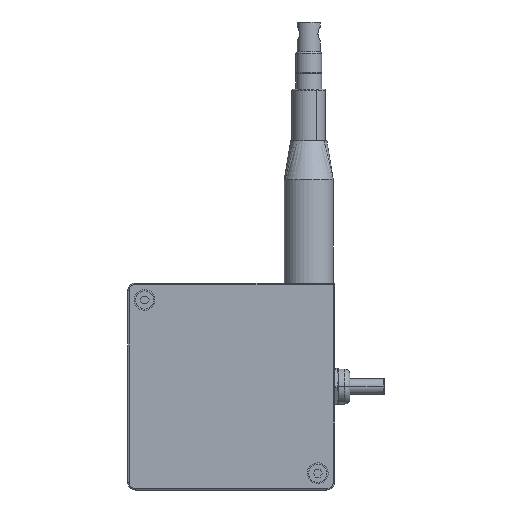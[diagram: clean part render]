
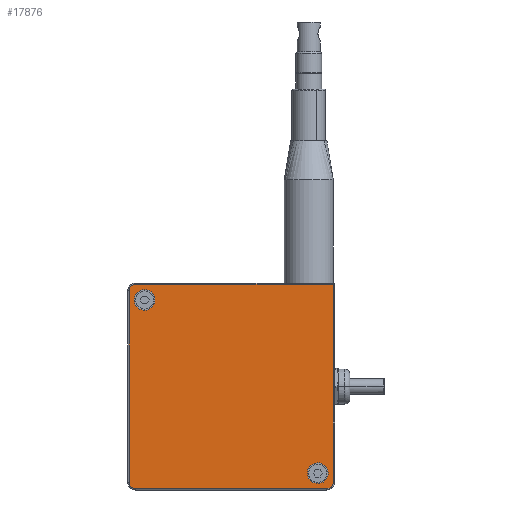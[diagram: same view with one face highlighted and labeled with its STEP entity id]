
A CAD part, front view. The second image highlights one B-rep face of the part: STEP entity #17876.
In plain terms, the highlighted planar face has unit normal (0, -1, 0).
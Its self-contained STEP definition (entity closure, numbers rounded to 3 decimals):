
#17389=CARTESIAN_POINT('Axis2P3D Location',(-33.5,-14.,33.5)) ;
#17393=CARTESIAN_POINT('Vertex',(-29.99,-14.,31.582)) ;
#17395=CARTESIAN_POINT('Vertex',(-37.01,-14.,35.418)) ;
#17415=CARTESIAN_POINT('Axis2P3D Location',(-33.5,-14.,33.5)) ;
#17469=CARTESIAN_POINT('Axis2P3D Location',(33.5,-14.,-33.5)) ;
#17473=CARTESIAN_POINT('Vertex',(29.99,-14.,-31.582)) ;
#17475=CARTESIAN_POINT('Vertex',(37.01,-14.,-35.418)) ;
#17495=CARTESIAN_POINT('Axis2P3D Location',(33.5,-14.,-33.5)) ;
#17805=CARTESIAN_POINT('Axis2P3D Location',(0.,-14.,0.)) ;
#17810=CARTESIAN_POINT('Line Origine',(1.25,-14.,39.5)) ;
#17814=CARTESIAN_POINT('Vertex',(-37.,-14.,39.5)) ;
#17816=CARTESIAN_POINT('Vertex',(39.5,-14.,39.5)) ;
#17819=CARTESIAN_POINT('Axis2P3D Location',(-37.,-14.,37.)) ;
#17823=CARTESIAN_POINT('Vertex',(-39.5,-14.,37.)) ;
#17826=CARTESIAN_POINT('Line Origine',(-39.5,-14.,0.)) ;
#17830=CARTESIAN_POINT('Vertex',(-39.5,-14.,-37.)) ;
#17833=CARTESIAN_POINT('Axis2P3D Location',(-37.,-14.,-37.)) ;
#17837=CARTESIAN_POINT('Vertex',(-37.,-14.,-39.5)) ;
#17840=CARTESIAN_POINT('Line Origine',(0.,-14.,-39.5)) ;
#17844=CARTESIAN_POINT('Vertex',(37.,-14.,-39.5)) ;
#17847=CARTESIAN_POINT('Axis2P3D Location',(37.,-14.,-37.)) ;
#17851=CARTESIAN_POINT('Vertex',(39.5,-14.,-37.)) ;
#17854=CARTESIAN_POINT('Line Origine',(39.5,-14.,1.25)) ;
#17390=DIRECTION('Axis2P3D Direction',(-0.,1.,0.)) ;
#17416=DIRECTION('Axis2P3D Direction',(-0.,1.,0.)) ;
#17470=DIRECTION('Axis2P3D Direction',(-0.,1.,0.)) ;
#17496=DIRECTION('Axis2P3D Direction',(-0.,1.,0.)) ;
#17806=DIRECTION('Axis2P3D Direction',(0.,1.,0.)) ;
#17807=DIRECTION('Axis2P3D XDirection',(0.,0.,1.)) ;
#17811=DIRECTION('Vector Direction',(-1.,0.,0.)) ;
#17820=DIRECTION('Axis2P3D Direction',(0.,1.,0.)) ;
#17827=DIRECTION('Vector Direction',(0.,0.,-1.)) ;
#17834=DIRECTION('Axis2P3D Direction',(0.,1.,0.)) ;
#17841=DIRECTION('Vector Direction',(1.,0.,0.)) ;
#17848=DIRECTION('Axis2P3D Direction',(0.,1.,0.)) ;
#17855=DIRECTION('Vector Direction',(0.,0.,1.)) ;
#17391=AXIS2_PLACEMENT_3D('Circle Axis2P3D',#17389,#17390,$) ;
#17417=AXIS2_PLACEMENT_3D('Circle Axis2P3D',#17415,#17416,$) ;
#17471=AXIS2_PLACEMENT_3D('Circle Axis2P3D',#17469,#17470,$) ;
#17497=AXIS2_PLACEMENT_3D('Circle Axis2P3D',#17495,#17496,$) ;
#17808=AXIS2_PLACEMENT_3D('Plane Axis2P3D',#17805,#17806,#17807) ;
#17821=AXIS2_PLACEMENT_3D('Circle Axis2P3D',#17819,#17820,$) ;
#17835=AXIS2_PLACEMENT_3D('Circle Axis2P3D',#17833,#17834,$) ;
#17849=AXIS2_PLACEMENT_3D('Circle Axis2P3D',#17847,#17848,$) ;
#17860=ORIENTED_EDGE('',*,*,#17818,.F.) ;
#17861=ORIENTED_EDGE('',*,*,#17825,.F.) ;
#17862=ORIENTED_EDGE('',*,*,#17832,.F.) ;
#17863=ORIENTED_EDGE('',*,*,#17839,.F.) ;
#17864=ORIENTED_EDGE('',*,*,#17846,.F.) ;
#17865=ORIENTED_EDGE('',*,*,#17853,.F.) ;
#17866=ORIENTED_EDGE('',*,*,#17858,.F.) ;
#17869=ORIENTED_EDGE('',*,*,#17499,.T.) ;
#17870=ORIENTED_EDGE('',*,*,#17477,.T.) ;
#17873=ORIENTED_EDGE('',*,*,#17419,.T.) ;
#17874=ORIENTED_EDGE('',*,*,#17397,.T.) ;
#17871=FACE_BOUND('',#17868,.T.) ;
#17875=FACE_BOUND('',#17872,.T.) ;
#17812=VECTOR('Line Direction',#17811,1.) ;
#17828=VECTOR('Line Direction',#17827,1.) ;
#17842=VECTOR('Line Direction',#17841,1.) ;
#17856=VECTOR('Line Direction',#17855,1.) ;
#17876=ADVANCED_FACE('\X2\96F64EF651E04F554F53\X0\',(#17867,#17871,#17875),#17809,.F.) ;
#17392=CIRCLE('generated circle',#17391,4.) ;
#17418=CIRCLE('generated circle',#17417,4.) ;
#17472=CIRCLE('generated circle',#17471,4.) ;
#17498=CIRCLE('generated circle',#17497,4.) ;
#17822=CIRCLE('generated circle',#17821,2.5) ;
#17836=CIRCLE('generated circle',#17835,2.5) ;
#17850=CIRCLE('generated circle',#17849,2.5) ;
#17397=EDGE_CURVE('',#17394,#17396,#17392,.T.) ;
#17419=EDGE_CURVE('',#17396,#17394,#17418,.T.) ;
#17477=EDGE_CURVE('',#17474,#17476,#17472,.T.) ;
#17499=EDGE_CURVE('',#17476,#17474,#17498,.T.) ;
#17818=EDGE_CURVE('',#17815,#17817,#17813,.F.) ;
#17825=EDGE_CURVE('',#17824,#17815,#17822,.T.) ;
#17832=EDGE_CURVE('',#17831,#17824,#17829,.F.) ;
#17839=EDGE_CURVE('',#17838,#17831,#17836,.T.) ;
#17846=EDGE_CURVE('',#17845,#17838,#17843,.F.) ;
#17853=EDGE_CURVE('',#17852,#17845,#17850,.T.) ;
#17858=EDGE_CURVE('',#17817,#17852,#17857,.F.) ;
#17859=EDGE_LOOP('',(#17860,#17861,#17862,#17863,#17864,#17865,#17866)) ;
#17868=EDGE_LOOP('',(#17869,#17870)) ;
#17872=EDGE_LOOP('',(#17873,#17874)) ;
#17867=FACE_OUTER_BOUND('',#17859,.T.) ;
#17813=LINE('Line',#17810,#17812) ;
#17829=LINE('Line',#17826,#17828) ;
#17843=LINE('Line',#17840,#17842) ;
#17857=LINE('Line',#17854,#17856) ;
#17809=PLANE('',#17808) ;
#17394=VERTEX_POINT('',#17393) ;
#17396=VERTEX_POINT('',#17395) ;
#17474=VERTEX_POINT('',#17473) ;
#17476=VERTEX_POINT('',#17475) ;
#17815=VERTEX_POINT('',#17814) ;
#17817=VERTEX_POINT('',#17816) ;
#17824=VERTEX_POINT('',#17823) ;
#17831=VERTEX_POINT('',#17830) ;
#17838=VERTEX_POINT('',#17837) ;
#17845=VERTEX_POINT('',#17844) ;
#17852=VERTEX_POINT('',#17851) ;
